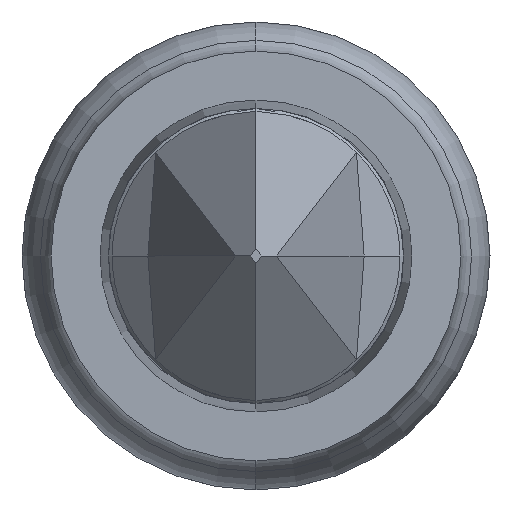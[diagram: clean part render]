
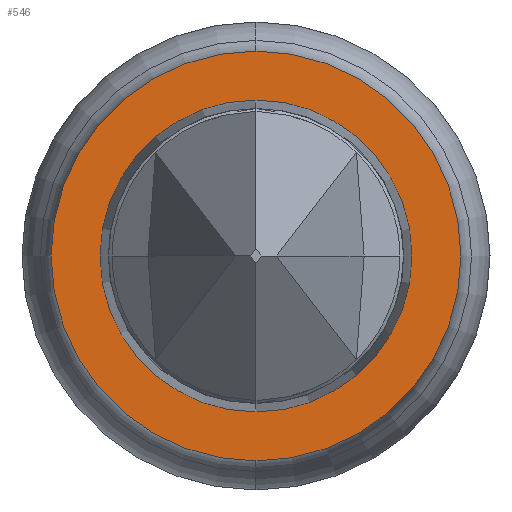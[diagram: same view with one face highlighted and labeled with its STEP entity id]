
A CAD part, left-side view. The second image highlights one B-rep face of the part: STEP entity #546.
In plain terms, the highlighted planar face has unit normal (-1, 0, 0).
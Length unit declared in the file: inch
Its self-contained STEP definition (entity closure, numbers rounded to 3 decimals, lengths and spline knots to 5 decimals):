
#175 = EDGE_CURVE ( 'NONE', #771, #1613, #1128, .T. ) ;
#295 = AXIS2_PLACEMENT_3D ( 'NONE', #341, #1638, #813 ) ;
#314 = DIRECTION ( 'NONE',  ( -1., 0., 0. ) ) ;
#320 = CARTESIAN_POINT ( 'NONE',  ( 0., 0., 0.0176 ) ) ;
#341 = CARTESIAN_POINT ( 'NONE',  ( 0., 0.0165, 0. ) ) ;
#412 = AXIS2_PLACEMENT_3D ( 'NONE', #989, #314, #994 ) ;
#470 = PLANE ( 'NONE',  #295 ) ;
#546 = ADVANCED_FACE ( 'NONE', ( #756, #776 ), #470, .T. ) ;
#559 = CIRCLE ( 'NONE', #609, 0.0176 ) ;
#609 = AXIS2_PLACEMENT_3D ( 'NONE', #1006, #1015, #1017 ) ;
#680 = DIRECTION ( 'NONE',  ( 0., 0., -1. ) ) ;
#751 = AXIS2_PLACEMENT_3D ( 'NONE', #1403, #1395, #680 ) ;
#756 = FACE_BOUND ( 'NONE', #977, .T. ) ;
#763 = CARTESIAN_POINT ( 'NONE',  ( 0., 0., 0.01339 ) ) ;
#764 = ORIENTED_EDGE ( 'NONE', *, *, #175, .F. ) ;
#771 = VERTEX_POINT ( 'NONE', #763 ) ;
#776 = FACE_OUTER_BOUND ( 'NONE', #1503, .T. ) ;
#813 = DIRECTION ( 'NONE',  ( 0., 0., 1. ) ) ;
#929 = CARTESIAN_POINT ( 'NONE',  ( 0., 0., -0.0176 ) ) ;
#938 = CIRCLE ( 'NONE', #412, 0.01339 ) ;
#943 = DIRECTION ( 'NONE',  ( 0., 0., 1. ) ) ;
#977 = EDGE_LOOP ( 'NONE', ( #1468, #764 ) ) ;
#989 = CARTESIAN_POINT ( 'NONE',  ( 0., 0., 0. ) ) ;
#994 = DIRECTION ( 'NONE',  ( 0., 0., 1. ) ) ;
#1006 = CARTESIAN_POINT ( 'NONE',  ( 0., 0., 0. ) ) ;
#1015 = DIRECTION ( 'NONE',  ( 1., 0., 0. ) ) ;
#1017 = DIRECTION ( 'NONE',  ( 0., 0., -1. ) ) ;
#1020 = CARTESIAN_POINT ( 'NONE',  ( 0., 0., -0.01339 ) ) ;
#1082 = ORIENTED_EDGE ( 'NONE', *, *, #1084, .F. ) ;
#1084 = EDGE_CURVE ( 'NONE', #1260, #1600, #1474, .T. ) ;
#1098 = ORIENTED_EDGE ( 'NONE', *, *, #1173, .F. ) ;
#1128 = CIRCLE ( 'NONE', #1536, 0.01339 ) ;
#1160 = EDGE_CURVE ( 'NONE', #1613, #771, #938, .T. ) ;
#1173 = EDGE_CURVE ( 'NONE', #1600, #1260, #559, .T. ) ;
#1260 = VERTEX_POINT ( 'NONE', #929 ) ;
#1315 = CARTESIAN_POINT ( 'NONE',  ( 0., 0., 0. ) ) ;
#1395 = DIRECTION ( 'NONE',  ( 1., 0., 0. ) ) ;
#1403 = CARTESIAN_POINT ( 'NONE',  ( 0., 0., 0. ) ) ;
#1468 = ORIENTED_EDGE ( 'NONE', *, *, #1160, .F. ) ;
#1474 = CIRCLE ( 'NONE', #751, 0.0176 ) ;
#1503 = EDGE_LOOP ( 'NONE', ( #1082, #1098 ) ) ;
#1536 = AXIS2_PLACEMENT_3D ( 'NONE', #1315, #1763, #943 ) ;
#1600 = VERTEX_POINT ( 'NONE', #320 ) ;
#1613 = VERTEX_POINT ( 'NONE', #1020 ) ;
#1638 = DIRECTION ( 'NONE',  ( -1., 0., 0. ) ) ;
#1763 = DIRECTION ( 'NONE',  ( -1., 0., 0. ) ) ;
